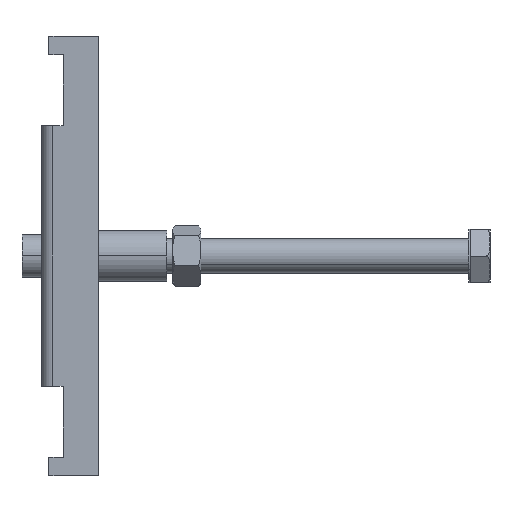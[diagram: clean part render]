
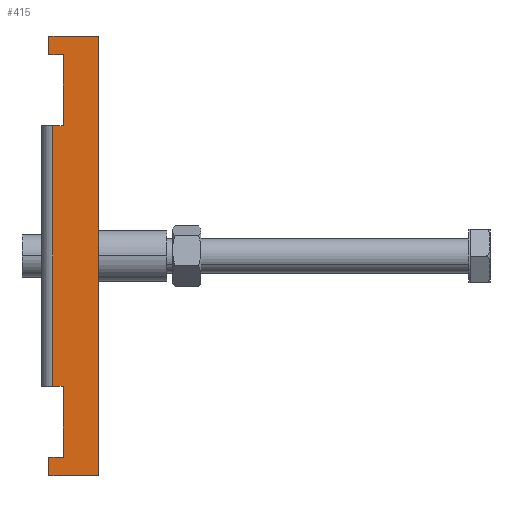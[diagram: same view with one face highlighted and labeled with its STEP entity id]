
A CAD part, left-side view. The second image highlights one B-rep face of the part: STEP entity #415.
In plain terms, the highlighted planar face has unit normal (-1, 0, 0).
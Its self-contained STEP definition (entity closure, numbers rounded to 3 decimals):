
#8 = PLANE ( 'NONE',  #1392 ) ;
#25 = LINE ( 'NONE', #554, #1895 ) ;
#44 = DIRECTION ( 'NONE',  ( 0., 0., 1. ) ) ;
#105 = ORIENTED_EDGE ( 'NONE', *, *, #2895, .F. ) ;
#125 = LINE ( 'NONE', #1009, #380 ) ;
#212 = VECTOR ( 'NONE', #2134, 1000. ) ;
#275 = ORIENTED_EDGE ( 'NONE', *, *, #1425, .F. ) ;
#284 = LINE ( 'NONE', #455, #212 ) ;
#285 = CARTESIAN_POINT ( 'NONE',  ( -16., -17., -77.5 ) ) ;
#329 = VERTEX_POINT ( 'NONE', #285 ) ;
#340 = ORIENTED_EDGE ( 'NONE', *, *, #1106, .T. ) ;
#371 = VECTOR ( 'NONE', #384, 1000. ) ;
#380 = VECTOR ( 'NONE', #2470, 1000. ) ;
#384 = DIRECTION ( 'NONE',  ( 0., -1., 0. ) ) ;
#412 = EDGE_CURVE ( 'NONE', #2241, #1323, #1235, .T. ) ;
#415 = ADVANCED_FACE ( 'NONE', ( #3050 ), #8, .T. ) ;
#435 = LINE ( 'NONE', #1503, #2354 ) ;
#455 = CARTESIAN_POINT ( 'NONE',  ( -16., 0., -46. ) ) ;
#467 = CARTESIAN_POINT ( 'NONE',  ( -16., -4.5, 71. ) ) ;
#494 = CARTESIAN_POINT ( 'NONE',  ( -16., -17., 77.5 ) ) ;
#522 = VERTEX_POINT ( 'NONE', #2460 ) ;
#528 = LINE ( 'NONE', #2075, #371 ) ;
#554 = CARTESIAN_POINT ( 'NONE',  ( -16., 0., 46. ) ) ;
#710 = VERTEX_POINT ( 'NONE', #1764 ) ;
#729 = CARTESIAN_POINT ( 'NONE',  ( -16., -4.5, 46. ) ) ;
#824 = ORIENTED_EDGE ( 'NONE', *, *, #1337, .F. ) ;
#842 = DIRECTION ( 'NONE',  ( 0., -1., 0. ) ) ;
#858 = CARTESIAN_POINT ( 'NONE',  ( -16., 0.5, -77.5 ) ) ;
#914 = CARTESIAN_POINT ( 'NONE',  ( -16., 0.5, 77.5 ) ) ;
#973 = LINE ( 'NONE', #2427, #2257 ) ;
#1009 = CARTESIAN_POINT ( 'NONE',  ( -16., -17., -56.5 ) ) ;
#1084 = DIRECTION ( 'NONE',  ( 0., -1., 0. ) ) ;
#1106 = EDGE_CURVE ( 'NONE', #522, #1649, #973, .T. ) ;
#1123 = DIRECTION ( 'NONE',  ( 0., -1., 0. ) ) ;
#1178 = ORIENTED_EDGE ( 'NONE', *, *, #2678, .T. ) ;
#1235 = LINE ( 'NONE', #2942, #3094 ) ;
#1296 = DIRECTION ( 'NONE',  ( 0., 1., 0. ) ) ;
#1301 = ORIENTED_EDGE ( 'NONE', *, *, #2805, .T. ) ;
#1311 = LINE ( 'NONE', #1378, #2037 ) ;
#1323 = VERTEX_POINT ( 'NONE', #2736 ) ;
#1337 = EDGE_CURVE ( 'NONE', #329, #2500, #1896, .T. ) ;
#1365 = ORIENTED_EDGE ( 'NONE', *, *, #2471, .F. ) ;
#1378 = CARTESIAN_POINT ( 'NONE',  ( -16., 0.5, -71. ) ) ;
#1392 = AXIS2_PLACEMENT_3D ( 'NONE', #1523, #2191, #842 ) ;
#1425 = EDGE_CURVE ( 'NONE', #2638, #2719, #528, .T. ) ;
#1427 = VECTOR ( 'NONE', #2062, 1000. ) ;
#1455 = CARTESIAN_POINT ( 'NONE',  ( -16., -4.5, -71. ) ) ;
#1493 = EDGE_CURVE ( 'NONE', #710, #1693, #1311, .T. ) ;
#1503 = CARTESIAN_POINT ( 'NONE',  ( -16., 0.5, -77.5 ) ) ;
#1523 = CARTESIAN_POINT ( 'NONE',  ( -16., 0., -56.5 ) ) ;
#1635 = VECTOR ( 'NONE', #1296, 1000. ) ;
#1649 = VERTEX_POINT ( 'NONE', #467 ) ;
#1693 = VERTEX_POINT ( 'NONE', #1455 ) ;
#1700 = DIRECTION ( 'NONE',  ( 0., -1., 0. ) ) ;
#1709 = VERTEX_POINT ( 'NONE', #729 ) ;
#1764 = CARTESIAN_POINT ( 'NONE',  ( -16., 0.5, -71. ) ) ;
#1798 = DIRECTION ( 'NONE',  ( 0., 0., 1. ) ) ;
#1895 = VECTOR ( 'NONE', #1084, 1000. ) ;
#1896 = LINE ( 'NONE', #2979, #1635 ) ;
#1944 = CARTESIAN_POINT ( 'NONE',  ( -16., -4.5, 77.5 ) ) ;
#1998 = EDGE_CURVE ( 'NONE', #1693, #2378, #2705, .T. ) ;
#2019 = ORIENTED_EDGE ( 'NONE', *, *, #1998, .F. ) ;
#2037 = VECTOR ( 'NONE', #1123, 1000. ) ;
#2062 = DIRECTION ( 'NONE',  ( 0., 0., 1. ) ) ;
#2075 = CARTESIAN_POINT ( 'NONE',  ( -16., -17., 77.5 ) ) ;
#2134 = DIRECTION ( 'NONE',  ( 0., -1., 0. ) ) ;
#2143 = ORIENTED_EDGE ( 'NONE', *, *, #2222, .T. ) ;
#2191 = DIRECTION ( 'NONE',  ( -1., 0., 0. ) ) ;
#2222 = EDGE_CURVE ( 'NONE', #2241, #2378, #284, .T. ) ;
#2241 = VERTEX_POINT ( 'NONE', #2867 ) ;
#2257 = VECTOR ( 'NONE', #1700, 1000. ) ;
#2274 = VECTOR ( 'NONE', #2419, 1000. ) ;
#2300 = LINE ( 'NONE', #2992, #3072 ) ;
#2342 = ORIENTED_EDGE ( 'NONE', *, *, #1493, .F. ) ;
#2354 = VECTOR ( 'NONE', #44, 1000. ) ;
#2361 = ORIENTED_EDGE ( 'NONE', *, *, #412, .F. ) ;
#2378 = VERTEX_POINT ( 'NONE', #2693 ) ;
#2399 = ORIENTED_EDGE ( 'NONE', *, *, #2776, .F. ) ;
#2419 = DIRECTION ( 'NONE',  ( 0., 0., -1. ) ) ;
#2427 = CARTESIAN_POINT ( 'NONE',  ( -16., 0.5, 71. ) ) ;
#2460 = CARTESIAN_POINT ( 'NONE',  ( -16., 0.5, 71. ) ) ;
#2470 = DIRECTION ( 'NONE',  ( 0., 0., 1. ) ) ;
#2471 = EDGE_CURVE ( 'NONE', #1323, #1709, #25, .T. ) ;
#2500 = VERTEX_POINT ( 'NONE', #858 ) ;
#2624 = LINE ( 'NONE', #1944, #2274 ) ;
#2638 = VERTEX_POINT ( 'NONE', #914 ) ;
#2678 = EDGE_CURVE ( 'NONE', #1649, #1709, #2624, .T. ) ;
#2693 = CARTESIAN_POINT ( 'NONE',  ( -16., -4.5, -46. ) ) ;
#2705 = LINE ( 'NONE', #3024, #1427 ) ;
#2719 = VERTEX_POINT ( 'NONE', #494 ) ;
#2736 = CARTESIAN_POINT ( 'NONE',  ( -16., -0.8, 46. ) ) ;
#2776 = EDGE_CURVE ( 'NONE', #2500, #710, #435, .T. ) ;
#2805 = EDGE_CURVE ( 'NONE', #329, #2719, #125, .T. ) ;
#2867 = CARTESIAN_POINT ( 'NONE',  ( -16., -0.8, -46. ) ) ;
#2895 = EDGE_CURVE ( 'NONE', #522, #2638, #2300, .T. ) ;
#2942 = CARTESIAN_POINT ( 'NONE',  ( -16., -0.8, 56.5 ) ) ;
#2979 = CARTESIAN_POINT ( 'NONE',  ( -16., -17., -77.5 ) ) ;
#2992 = CARTESIAN_POINT ( 'NONE',  ( -16., 0.5, 77.5 ) ) ;
#3024 = CARTESIAN_POINT ( 'NONE',  ( -16., -4.5, -77.5 ) ) ;
#3026 = DIRECTION ( 'NONE',  ( 0., 0., 1. ) ) ;
#3033 = EDGE_LOOP ( 'NONE', ( #1178, #1365, #2361, #2143, #2019, #2342, #2399, #824, #1301, #275, #105, #340 ) ) ;
#3050 = FACE_OUTER_BOUND ( 'NONE', #3033, .T. ) ;
#3072 = VECTOR ( 'NONE', #1798, 1000. ) ;
#3094 = VECTOR ( 'NONE', #3026, 1000. ) ;
